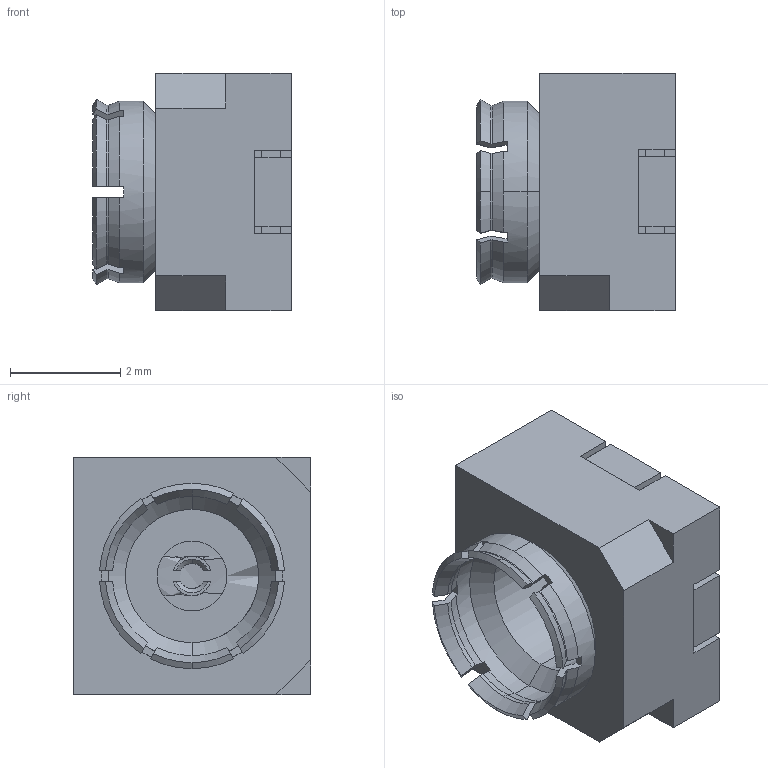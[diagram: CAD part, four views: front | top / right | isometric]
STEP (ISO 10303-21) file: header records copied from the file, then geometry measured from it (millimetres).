
FILE_DESCRIPTION (( 'STEP AP214' ), '1' );
FILE_NAME ('User Library-908-22101-1.STEP', '2017-11-22T13:03:37', ( '' ), ( '' ), 'SwSTEP 2.0', 'SolidWorks 2017', '' );
FILE_SCHEMA (( 'AUTOMOTIVE_DESIGN' ));
Length unit declared in the file: millimetre
Products named in the file (1): User Library-908-22101-1
Bounding box: 3.61 x 4.32 x 4.32 mm (x, y, z)
Surface area: 165.3 mm2 (no closed solid volume)
Topology: 0 solids, 6 shells, 194 faces, 600 edges, 397 vertices
Faces by surface type: plane 109, cone 42, cylinder 35, bspline 8
Entity records: 7675 total; most frequent: CARTESIAN_POINT 1857, ORIENTED_EDGE 1113, DIRECTION 1002, EDGE_CURVE 598, VERTEX_POINT 396, LINE 384, VECTOR 384, AXIS2_PLACEMENT_3D 309
